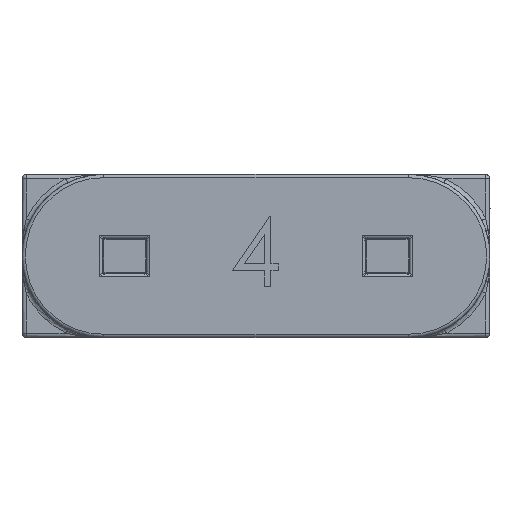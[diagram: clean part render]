
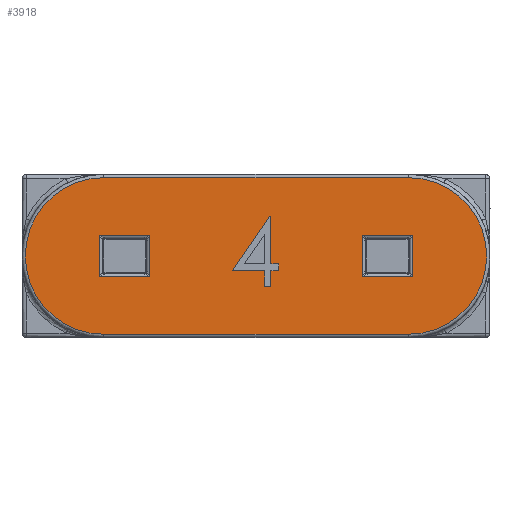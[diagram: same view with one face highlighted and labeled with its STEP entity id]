
A CAD part, top view. The second image highlights one B-rep face of the part: STEP entity #3918.
In plain terms, the highlighted planar face has unit normal (0, 0, 1).
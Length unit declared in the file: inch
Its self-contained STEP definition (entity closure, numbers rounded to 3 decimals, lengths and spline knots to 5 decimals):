
#280=FACE_BOUND('',#749,.T.);
#281=FACE_BOUND('',#750,.T.);
#282=FACE_BOUND('',#751,.T.);
#321=CIRCLE('',#4208,0.0718);
#322=CIRCLE('',#4209,0.0718);
#502=FACE_OUTER_BOUND('',#748,.T.);
#748=EDGE_LOOP('',(#2868,#2869,#2870,#2871));
#749=EDGE_LOOP('',(#2872,#2873,#2874,#2875));
#750=EDGE_LOOP('',(#2876,#2877,#2878,#2879,#2880,#2881,#2882,#2883,#2884,
#2885));
#751=EDGE_LOOP('',(#2886,#2887,#2888,#2889));
#1057=LINE('',#5977,#1390);
#1058=LINE('',#5981,#1391);
#1059=LINE('',#5985,#1392);
#1060=LINE('',#5987,#1393);
#1061=LINE('',#5989,#1394);
#1062=LINE('',#5990,#1395);
#1063=LINE('',#5993,#1396);
#1064=LINE('',#5995,#1397);
#1065=LINE('',#5997,#1398);
#1066=LINE('',#5999,#1399);
#1067=LINE('',#6001,#1400);
#1068=LINE('',#6003,#1401);
#1069=LINE('',#6005,#1402);
#1070=LINE('',#6007,#1403);
#1071=LINE('',#6009,#1404);
#1072=LINE('',#6010,#1405);
#1073=LINE('',#6013,#1406);
#1074=LINE('',#6015,#1407);
#1075=LINE('',#6017,#1408);
#1076=LINE('',#6018,#1409);
#1390=VECTOR('',#4814,0.27953);
#1391=VECTOR('',#4817,0.27953);
#1392=VECTOR('',#4820,0.03789);
#1393=VECTOR('',#4821,0.046);
#1394=VECTOR('',#4822,0.03789);
#1395=VECTOR('',#4823,0.046);
#1396=VECTOR('',#4824,0.06027);
#1397=VECTOR('',#4825,0.00114);
#1398=VECTOR('',#4826,0.04327);
#1399=VECTOR('',#4827,0.00721);
#1400=VECTOR('',#4828,0.00641);
#1401=VECTOR('',#4829,0.00721);
#1402=VECTOR('',#4830,0.01442);
#1403=VECTOR('',#4831,0.00561);
#1404=VECTOR('',#4832,0.01442);
#1405=VECTOR('',#4833,0.02965);
#1406=VECTOR('',#4834,0.046);
#1407=VECTOR('',#4835,0.03789);
#1408=VECTOR('',#4836,0.046);
#1409=VECTOR('',#4837,0.03789);
#1711=VERTEX_POINT('',#5975);
#1712=VERTEX_POINT('',#5976);
#1713=VERTEX_POINT('',#5978);
#1714=VERTEX_POINT('',#5980);
#1715=VERTEX_POINT('',#5983);
#1716=VERTEX_POINT('',#5984);
#1717=VERTEX_POINT('',#5986);
#1718=VERTEX_POINT('',#5988);
#1719=VERTEX_POINT('',#5991);
#1720=VERTEX_POINT('',#5992);
#1721=VERTEX_POINT('',#5994);
#1722=VERTEX_POINT('',#5996);
#1723=VERTEX_POINT('',#5998);
#1724=VERTEX_POINT('',#6000);
#1725=VERTEX_POINT('',#6002);
#1726=VERTEX_POINT('',#6004);
#1727=VERTEX_POINT('',#6006);
#1728=VERTEX_POINT('',#6008);
#1729=VERTEX_POINT('',#6011);
#1730=VERTEX_POINT('',#6012);
#1731=VERTEX_POINT('',#6014);
#1732=VERTEX_POINT('',#6016);
#2125=EDGE_CURVE('',#1711,#1712,#1057,.T.);
#2126=EDGE_CURVE('',#1712,#1713,#321,.F.);
#2127=EDGE_CURVE('',#1713,#1714,#1058,.T.);
#2128=EDGE_CURVE('',#1714,#1711,#322,.F.);
#2129=EDGE_CURVE('',#1715,#1716,#1059,.F.);
#2130=EDGE_CURVE('',#1716,#1717,#1060,.F.);
#2131=EDGE_CURVE('',#1717,#1718,#1061,.F.);
#2132=EDGE_CURVE('',#1718,#1715,#1062,.F.);
#2133=EDGE_CURVE('',#1719,#1720,#1063,.T.);
#2134=EDGE_CURVE('',#1720,#1721,#1064,.T.);
#2135=EDGE_CURVE('',#1721,#1722,#1065,.T.);
#2136=EDGE_CURVE('',#1722,#1723,#1066,.T.);
#2137=EDGE_CURVE('',#1723,#1724,#1067,.T.);
#2138=EDGE_CURVE('',#1724,#1725,#1068,.T.);
#2139=EDGE_CURVE('',#1725,#1726,#1069,.T.);
#2140=EDGE_CURVE('',#1726,#1727,#1070,.T.);
#2141=EDGE_CURVE('',#1727,#1728,#1071,.T.);
#2142=EDGE_CURVE('',#1728,#1719,#1072,.T.);
#2143=EDGE_CURVE('',#1729,#1730,#1073,.F.);
#2144=EDGE_CURVE('',#1730,#1731,#1074,.F.);
#2145=EDGE_CURVE('',#1731,#1732,#1075,.F.);
#2146=EDGE_CURVE('',#1732,#1729,#1076,.F.);
#2868=ORIENTED_EDGE('',*,*,#2125,.T.);
#2869=ORIENTED_EDGE('',*,*,#2126,.T.);
#2870=ORIENTED_EDGE('',*,*,#2127,.T.);
#2871=ORIENTED_EDGE('',*,*,#2128,.T.);
#2872=ORIENTED_EDGE('',*,*,#2129,.T.);
#2873=ORIENTED_EDGE('',*,*,#2130,.T.);
#2874=ORIENTED_EDGE('',*,*,#2131,.T.);
#2875=ORIENTED_EDGE('',*,*,#2132,.T.);
#2876=ORIENTED_EDGE('',*,*,#2133,.T.);
#2877=ORIENTED_EDGE('',*,*,#2134,.T.);
#2878=ORIENTED_EDGE('',*,*,#2135,.T.);
#2879=ORIENTED_EDGE('',*,*,#2136,.T.);
#2880=ORIENTED_EDGE('',*,*,#2137,.T.);
#2881=ORIENTED_EDGE('',*,*,#2138,.T.);
#2882=ORIENTED_EDGE('',*,*,#2139,.T.);
#2883=ORIENTED_EDGE('',*,*,#2140,.T.);
#2884=ORIENTED_EDGE('',*,*,#2141,.T.);
#2885=ORIENTED_EDGE('',*,*,#2142,.T.);
#2886=ORIENTED_EDGE('',*,*,#2143,.T.);
#2887=ORIENTED_EDGE('',*,*,#2144,.T.);
#2888=ORIENTED_EDGE('',*,*,#2145,.T.);
#2889=ORIENTED_EDGE('',*,*,#2146,.T.);
#3810=PLANE('',#4207);
#3918=ADVANCED_FACE('',(#502,#280,#281,#282),#3810,.F.);
#4207=AXIS2_PLACEMENT_3D('',#5974,#4812,#4813);
#4208=AXIS2_PLACEMENT_3D('',#5979,#4815,#4816);
#4209=AXIS2_PLACEMENT_3D('',#5982,#4818,#4819);
#4812=DIRECTION('center_axis',(0.,0.,-1.));
#4813=DIRECTION('ref_axis',(-1.,0.,0.));
#4814=DIRECTION('',(-1.,0.,0.));
#4815=DIRECTION('center_axis',(0.,0.,-1.));
#4816=DIRECTION('ref_axis',(-1.,0.,0.));
#4817=DIRECTION('',(1.,0.,0.));
#4818=DIRECTION('center_axis',(0.,0.,-1.));
#4819=DIRECTION('ref_axis',(-1.,0.,0.));
#4820=DIRECTION('',(0.,1.,0.));
#4821=DIRECTION('',(1.,0.,0.));
#4822=DIRECTION('',(0.,-1.,0.));
#4823=DIRECTION('',(-1.,0.,0.));
#4824=DIRECTION('',(0.566,0.824,0.));
#4825=DIRECTION('',(1.,0.,0.));
#4826=DIRECTION('',(0.,-1.,0.));
#4827=DIRECTION('',(1.,0.,0.));
#4828=DIRECTION('',(0.,-1.,0.));
#4829=DIRECTION('',(-1.,0.,0.));
#4830=DIRECTION('',(0.,-1.,0.));
#4831=DIRECTION('',(-1.,0.,0.));
#4832=DIRECTION('',(0.,1.,0.));
#4833=DIRECTION('',(-1.,0.,0.));
#4834=DIRECTION('',(-1.,0.,0.));
#4835=DIRECTION('',(0.,1.,0.));
#4836=DIRECTION('',(1.,0.,0.));
#4837=DIRECTION('',(0.,-1.,0.));
#5974=CARTESIAN_POINT('Origin',(0.,0.,0.344));
#5975=CARTESIAN_POINT('',(0.13976,0.0718,0.344));
#5976=CARTESIAN_POINT('',(-0.13976,0.0718,0.344));
#5977=CARTESIAN_POINT('',(0.13976,0.0718,0.344));
#5978=CARTESIAN_POINT('',(-0.13976,-0.0718,0.344));
#5979=CARTESIAN_POINT('Origin',(-0.13976,0.,
0.344));
#5980=CARTESIAN_POINT('',(0.13976,-0.0718,0.344));
#5981=CARTESIAN_POINT('',(-0.13976,-0.0718,0.344));
#5982=CARTESIAN_POINT('Origin',(0.13976,0.,
0.344));
#5983=CARTESIAN_POINT('',(0.14339,0.01894,0.344));
#5984=CARTESIAN_POINT('',(0.14339,-0.01894,0.344));
#5985=CARTESIAN_POINT('',(0.14339,-0.01894,0.344));
#5986=CARTESIAN_POINT('',(0.09739,-0.01894,0.344));
#5987=CARTESIAN_POINT('',(0.09739,-0.01894,0.344));
#5988=CARTESIAN_POINT('',(0.09739,0.01894,0.344));
#5989=CARTESIAN_POINT('',(0.09739,0.01894,0.344));
#5990=CARTESIAN_POINT('',(0.14339,0.01894,0.344));
#5991=CARTESIAN_POINT('',(-0.02163,-0.01358,0.344));
#5992=CARTESIAN_POINT('',(0.01248,0.0361,0.344));
#5993=CARTESIAN_POINT('',(-0.02163,-0.01358,0.344));
#5994=CARTESIAN_POINT('',(0.01362,0.0361,0.344));
#5995=CARTESIAN_POINT('',(0.01248,0.0361,0.344));
#5996=CARTESIAN_POINT('',(0.01362,-0.00717,0.344));
#5997=CARTESIAN_POINT('',(0.01362,0.0361,0.344));
#5998=CARTESIAN_POINT('',(0.02083,-0.00717,0.344));
#5999=CARTESIAN_POINT('',(0.01362,-0.00717,0.344));
#6000=CARTESIAN_POINT('',(0.02083,-0.01358,0.344));
#6001=CARTESIAN_POINT('',(0.02083,-0.00717,0.344));
#6002=CARTESIAN_POINT('',(0.01362,-0.01358,0.344));
#6003=CARTESIAN_POINT('',(0.02083,-0.01358,0.344));
#6004=CARTESIAN_POINT('',(0.01362,-0.028,0.344));
#6005=CARTESIAN_POINT('',(0.01362,-0.01358,0.344));
#6006=CARTESIAN_POINT('',(0.00801,-0.028,0.344));
#6007=CARTESIAN_POINT('',(0.01362,-0.028,0.344));
#6008=CARTESIAN_POINT('',(0.00801,-0.01358,0.344));
#6009=CARTESIAN_POINT('',(0.00801,-0.028,0.344));
#6010=CARTESIAN_POINT('',(0.00801,-0.01358,0.344));
#6011=CARTESIAN_POINT('',(-0.14339,0.01894,0.344));
#6012=CARTESIAN_POINT('',(-0.09739,0.01894,0.344));
#6013=CARTESIAN_POINT('',(-0.09739,0.01894,0.344));
#6014=CARTESIAN_POINT('',(-0.09739,-0.01894,0.344));
#6015=CARTESIAN_POINT('',(-0.09739,-0.01894,0.344));
#6016=CARTESIAN_POINT('',(-0.14339,-0.01894,0.344));
#6017=CARTESIAN_POINT('',(-0.14339,-0.01894,0.344));
#6018=CARTESIAN_POINT('',(-0.14339,0.01894,0.344));
